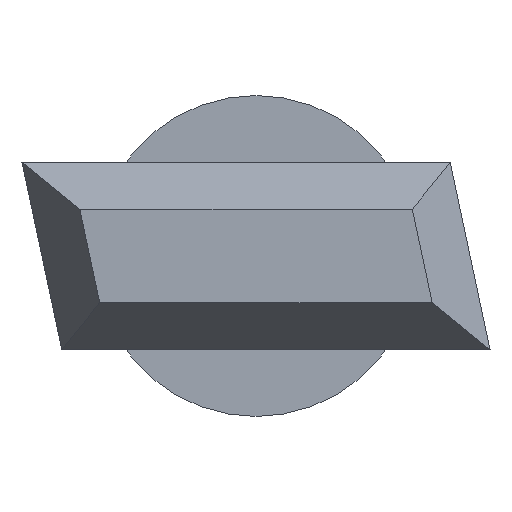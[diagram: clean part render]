
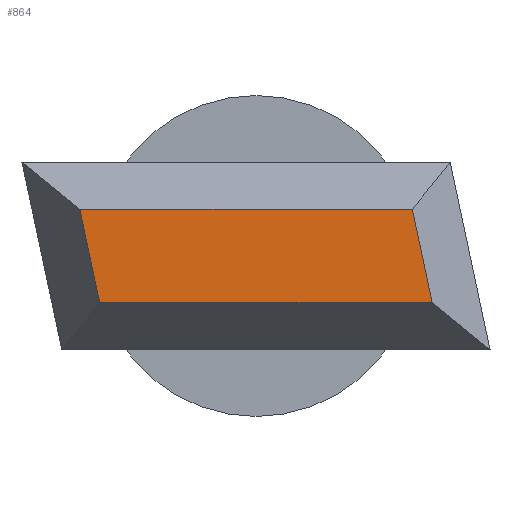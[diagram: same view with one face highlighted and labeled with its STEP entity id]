
A CAD part, front view. The second image highlights one B-rep face of the part: STEP entity #864.
In plain terms, the highlighted planar face has unit normal (0, -1, 0).
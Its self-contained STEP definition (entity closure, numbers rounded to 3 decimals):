
#8 = VECTOR ( 'NONE', #1434, 1000. ) ;
#12 = VECTOR ( 'NONE', #799, 1000. ) ;
#20 = ORIENTED_EDGE ( 'NONE', *, *, #340, .T. ) ;
#68 = EDGE_CURVE ( 'NONE', #1369, #566, #978, .T. ) ;
#79 = DIRECTION ( 'NONE',  ( 0., 1., 0. ) ) ;
#94 = CARTESIAN_POINT ( 'NONE',  ( 0., 0., 0. ) ) ;
#111 = CARTESIAN_POINT ( 'NONE',  ( 13.178, 0., -3.5 ) ) ;
#163 = AXIS2_PLACEMENT_3D ( 'NONE', #94, #79, #997 ) ;
#216 = ORIENTED_EDGE ( 'NONE', *, *, #68, .F. ) ;
#292 = CARTESIAN_POINT ( 'NONE',  ( 0., 0., 3.5 ) ) ;
#340 = EDGE_CURVE ( 'NONE', #942, #566, #970, .T. ) ;
#539 = CARTESIAN_POINT ( 'NONE',  ( -0.929, 0., -54.124 ) ) ;
#566 = VERTEX_POINT ( 'NONE', #782 ) ;
#679 = EDGE_CURVE ( 'NONE', #942, #1223, #905, .T. ) ;
#696 = EDGE_LOOP ( 'NONE', ( #737, #1098, #20, #216 ) ) ;
#724 = CARTESIAN_POINT ( 'NONE',  ( 23.261, 0., -50.939 ) ) ;
#737 = ORIENTED_EDGE ( 'NONE', *, *, #1481, .F. ) ;
#782 = CARTESIAN_POINT ( 'NONE',  ( 11.69, 0., 3.5 ) ) ;
#799 = DIRECTION ( 'NONE',  ( -1., 0., 0. ) ) ;
#843 = DIRECTION ( 'NONE',  ( -0.208, 0., 0.978 ) ) ;
#863 = CARTESIAN_POINT ( 'NONE',  ( -13.178, 0., 3.5 ) ) ;
#864 = ADVANCED_FACE ( 'NONE', ( #1337 ), #1240, .F. ) ;
#905 = LINE ( 'NONE', #1467, #12 ) ;
#942 = VERTEX_POINT ( 'NONE', #111 ) ;
#970 = LINE ( 'NONE', #724, #1471 ) ;
#978 = LINE ( 'NONE', #292, #8 ) ;
#997 = DIRECTION ( 'NONE',  ( 0., 0., 1. ) ) ;
#1098 = ORIENTED_EDGE ( 'NONE', *, *, #679, .F. ) ;
#1184 = CARTESIAN_POINT ( 'NONE',  ( -11.69, 0., -3.5 ) ) ;
#1223 = VERTEX_POINT ( 'NONE', #1184 ) ;
#1226 = DIRECTION ( 'NONE',  ( -0.208, 0., 0.978 ) ) ;
#1240 = PLANE ( 'NONE',  #163 ) ;
#1337 = FACE_OUTER_BOUND ( 'NONE', #696, .T. ) ;
#1369 = VERTEX_POINT ( 'NONE', #863 ) ;
#1375 = LINE ( 'NONE', #539, #1503 ) ;
#1434 = DIRECTION ( 'NONE',  ( 1., 0., 0. ) ) ;
#1467 = CARTESIAN_POINT ( 'NONE',  ( 70.796, 0., -3.5 ) ) ;
#1471 = VECTOR ( 'NONE', #843, 1000. ) ;
#1481 = EDGE_CURVE ( 'NONE', #1223, #1369, #1375, .T. ) ;
#1503 = VECTOR ( 'NONE', #1226, 1000. ) ;
